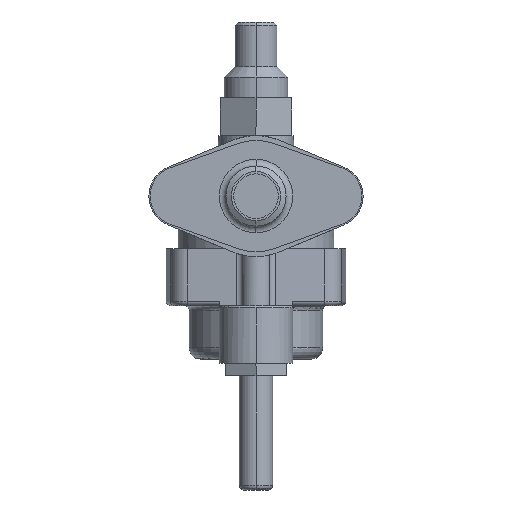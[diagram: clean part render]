
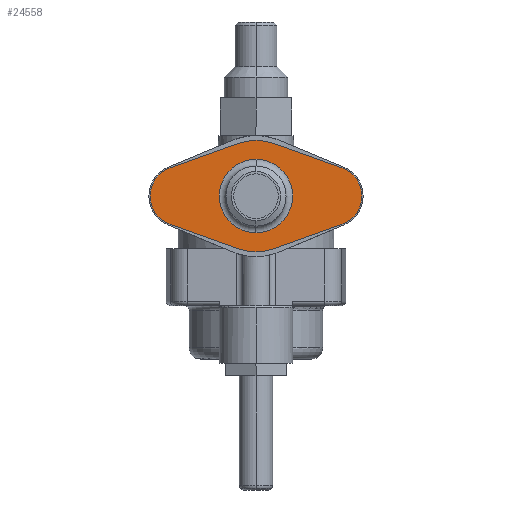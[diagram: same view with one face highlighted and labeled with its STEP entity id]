
A CAD part, left-side view. The second image highlights one B-rep face of the part: STEP entity #24558.
In plain terms, the highlighted face is planar.
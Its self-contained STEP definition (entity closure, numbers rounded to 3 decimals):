
#24166=CARTESIAN_POINT('',(22.,34.,0.));
#24167=DIRECTION('',(1.,0.,0.));
#24168=DIRECTION('',(0.,0.338,-0.941));
#24169=AXIS2_PLACEMENT_3D('',#24166,#24167,#24168);
#24171=DIRECTION('',(0.,0.941,0.338));
#24172=VECTOR('',#24171,31.996);
#24173=CARTESIAN_POINT('',(22.,8.456,-23.527));
#24174=LINE('',#24173,#24172);
#24175=CARTESIAN_POINT('',(22.,0.,0.));
#24176=DIRECTION('',(1.,0.,0.));
#24177=DIRECTION('',(0.,-0.338,-0.941));
#24178=AXIS2_PLACEMENT_3D('',#24175,#24176,#24177);
#24180=DIRECTION('',(0.,0.941,-0.338));
#24181=VECTOR('',#24180,31.996);
#24182=CARTESIAN_POINT('',(22.,-38.566,-12.704));
#24183=LINE('',#24182,#24181);
#24184=CARTESIAN_POINT('',(22.,-34.,0.));
#24185=DIRECTION('',(1.,0.,0.));
#24186=DIRECTION('',(0.,-0.338,0.941));
#24187=AXIS2_PLACEMENT_3D('',#24184,#24185,#24186);
#24189=DIRECTION('',(0.,-0.941,-0.338));
#24190=VECTOR('',#24189,31.996);
#24191=CARTESIAN_POINT('',(22.,-8.456,23.527));
#24192=LINE('',#24191,#24190);
#24193=CARTESIAN_POINT('',(22.,0.,0.));
#24194=DIRECTION('',(1.,0.,0.));
#24195=DIRECTION('',(0.,0.338,0.941));
#24196=AXIS2_PLACEMENT_3D('',#24193,#24194,#24195);
#24198=DIRECTION('',(0.,-0.941,0.338));
#24199=VECTOR('',#24198,31.996);
#24200=CARTESIAN_POINT('',(22.,38.566,12.704));
#24201=LINE('',#24200,#24199);
#24212=CARTESIAN_POINT('',(22.,0.,0.));
#24213=DIRECTION('',(1.,0.,0.));
#24214=DIRECTION('',(0.,0.,1.));
#24215=AXIS2_PLACEMENT_3D('',#24212,#24213,#24214);
#24217=CARTESIAN_POINT('',(22.,0.,0.));
#24218=DIRECTION('',(1.,0.,0.));
#24219=DIRECTION('',(0.,0.,-1.));
#24220=AXIS2_PLACEMENT_3D('',#24217,#24218,#24219);
#24325=CARTESIAN_POINT('',(22.,38.566,-12.704));
#24326=CARTESIAN_POINT('',(22.,38.566,12.704));
#24327=VERTEX_POINT('',#24325);
#24328=VERTEX_POINT('',#24326);
#24329=CARTESIAN_POINT('',(22.,8.456,23.527));
#24330=VERTEX_POINT('',#24329);
#24331=CARTESIAN_POINT('',(22.,-8.456,23.527));
#24332=VERTEX_POINT('',#24331);
#24333=CARTESIAN_POINT('',(22.,-38.566,12.704));
#24334=VERTEX_POINT('',#24333);
#24335=CARTESIAN_POINT('',(22.,-38.566,-12.704));
#24336=VERTEX_POINT('',#24335);
#24337=CARTESIAN_POINT('',(22.,-8.456,-23.527));
#24338=VERTEX_POINT('',#24337);
#24339=CARTESIAN_POINT('',(22.,8.456,-23.527));
#24340=VERTEX_POINT('',#24339);
#24361=CARTESIAN_POINT('',(22.,0.,16.5));
#24362=CARTESIAN_POINT('',(22.,0.,-16.5));
#24363=VERTEX_POINT('',#24361);
#24364=VERTEX_POINT('',#24362);
#24537=CARTESIAN_POINT('',(22.,0.,0.));
#24538=DIRECTION('',(1.,0.,0.));
#24539=DIRECTION('',(0.,-1.,0.));
#24540=AXIS2_PLACEMENT_3D('',#24537,#24538,#24539);
#24541=PLANE('',#24540);
#24542=ORIENTED_EDGE('',*,*,#24433,.F.);
#24543=ORIENTED_EDGE('',*,*,#24448,.F.);
#24544=ORIENTED_EDGE('',*,*,#24462,.F.);
#24545=ORIENTED_EDGE('',*,*,#24476,.F.);
#24546=ORIENTED_EDGE('',*,*,#24490,.F.);
#24547=ORIENTED_EDGE('',*,*,#24504,.F.);
#24548=ORIENTED_EDGE('',*,*,#24518,.F.);
#24549=ORIENTED_EDGE('',*,*,#24531,.F.);
#24550=EDGE_LOOP('',(#24542,#24543,#24544,#24545,#24546,#24547,#24548,#24549));
#24551=FACE_OUTER_BOUND('',#24550,.F.);
#24553=ORIENTED_EDGE('',*,*,#24552,.T.);
#24555=ORIENTED_EDGE('',*,*,#24554,.T.);
#24556=EDGE_LOOP('',(#24553,#24555));
#24557=FACE_BOUND('',#24556,.F.);
#24170=CIRCLE('',#24169,13.5);
#24179=CIRCLE('',#24178,25.);
#24188=CIRCLE('',#24187,13.5);
#24197=CIRCLE('',#24196,25.);
#24216=CIRCLE('',#24215,16.5);
#24221=CIRCLE('',#24220,16.5);
#24433=EDGE_CURVE('',#24327,#24328,#24170,.T.);
#24448=EDGE_CURVE('',#24340,#24327,#24174,.T.);
#24462=EDGE_CURVE('',#24338,#24340,#24179,.T.);
#24476=EDGE_CURVE('',#24336,#24338,#24183,.T.);
#24490=EDGE_CURVE('',#24334,#24336,#24188,.T.);
#24504=EDGE_CURVE('',#24332,#24334,#24192,.T.);
#24518=EDGE_CURVE('',#24330,#24332,#24197,.T.);
#24531=EDGE_CURVE('',#24328,#24330,#24201,.T.);
#24552=EDGE_CURVE('',#24363,#24364,#24216,.T.);
#24554=EDGE_CURVE('',#24364,#24363,#24221,.T.);
#24558=ADVANCED_FACE('',(#24551,#24557),#24541,.T.);
